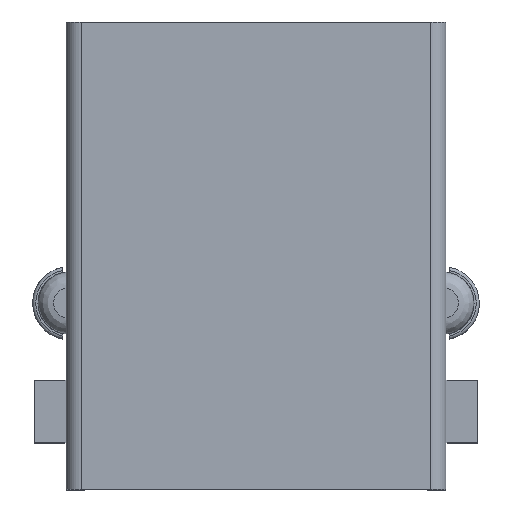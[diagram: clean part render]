
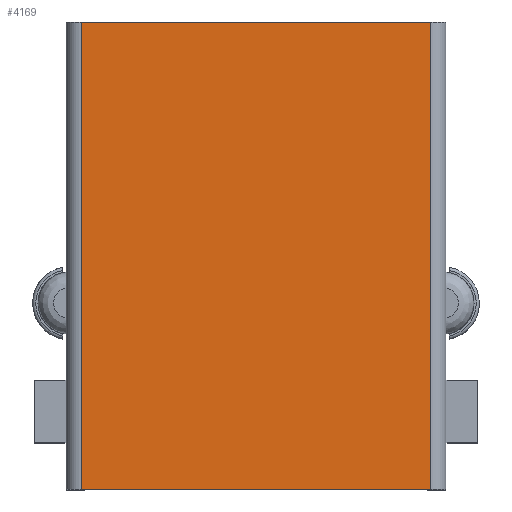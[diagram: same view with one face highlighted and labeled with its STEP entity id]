
A CAD part, top view. The second image highlights one B-rep face of the part: STEP entity #4169.
In plain terms, the highlighted planar face has unit normal (0, 0, 1).
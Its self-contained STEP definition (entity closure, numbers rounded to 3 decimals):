
#384=FACE_OUTER_BOUND('',#605,.T.);
#605=EDGE_LOOP('',(#3313,#3314,#3315,#3316));
#839=LINE('',#6062,#1315);
#1059=LINE('',#7448,#1535);
#1060=LINE('',#7451,#1536);
#1061=LINE('',#7452,#1537);
#1315=VECTOR('',#4829,10.);
#1535=VECTOR('',#5315,1.);
#1536=VECTOR('',#5318,1.);
#1537=VECTOR('',#5319,1.);
#1768=VERTEX_POINT('',#6059);
#1769=VERTEX_POINT('',#6061);
#1931=VERTEX_POINT('',#7444);
#1933=VERTEX_POINT('',#7450);
#2184=EDGE_CURVE('',#1768,#1769,#839,.T.);
#2453=EDGE_CURVE('',#1931,#1769,#1059,.T.);
#2454=EDGE_CURVE('',#1933,#1768,#1060,.T.);
#2455=EDGE_CURVE('',#1933,#1931,#1061,.T.);
#3313=ORIENTED_EDGE('',*,*,#2184,.F.);
#3314=ORIENTED_EDGE('',*,*,#2454,.F.);
#3315=ORIENTED_EDGE('',*,*,#2455,.T.);
#3316=ORIENTED_EDGE('',*,*,#2453,.T.);
#3990=PLANE('',#4467);
#4169=ADVANCED_FACE('',(#384),#3990,.T.);
#4467=AXIS2_PLACEMENT_3D('',#7449,#5316,#5317);
#4829=DIRECTION('',(1.,0.,0.));
#5315=DIRECTION('',(0.,1.,0.));
#5316=DIRECTION('center_axis',(0.,0.,1.));
#5317=DIRECTION('ref_axis',(1.,0.,0.));
#5318=DIRECTION('',(0.,1.,0.));
#5319=DIRECTION('',(1.,0.,0.));
#6059=CARTESIAN_POINT('',(-5.6,15.,14.5));
#6061=CARTESIAN_POINT('',(5.6,15.,14.5));
#6062=CARTESIAN_POINT('',(-6.1,15.,14.5));
#7444=CARTESIAN_POINT('',(5.6,0.,14.5));
#7448=CARTESIAN_POINT('',(5.6,0.,14.5));
#7449=CARTESIAN_POINT('Origin',(-6.1,0.,14.5));
#7450=CARTESIAN_POINT('',(-5.6,0.,14.5));
#7451=CARTESIAN_POINT('',(-5.6,0.,14.5));
#7452=CARTESIAN_POINT('',(-6.1,0.,14.5));
